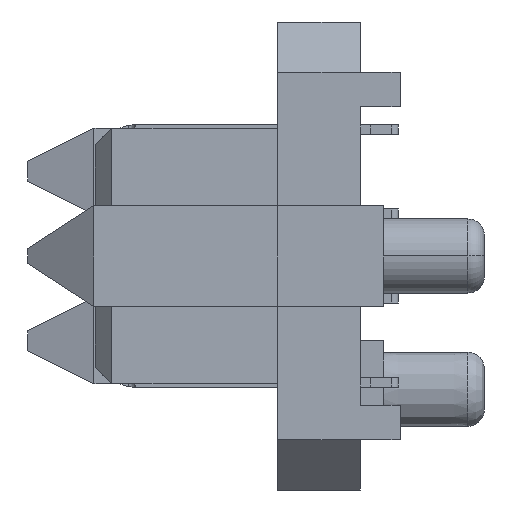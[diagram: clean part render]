
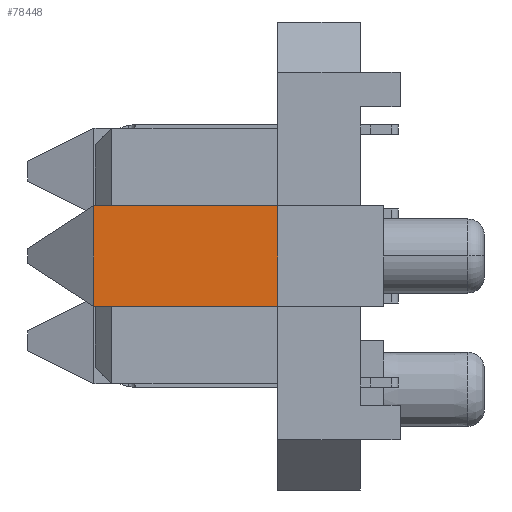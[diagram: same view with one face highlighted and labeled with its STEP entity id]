
A CAD part, left-side view. The second image highlights one B-rep face of the part: STEP entity #78448.
In plain terms, the highlighted planar face has unit normal (-1, 0, 0).
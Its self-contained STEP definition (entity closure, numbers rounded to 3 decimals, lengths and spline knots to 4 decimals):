
#1=DIRECTION('',(0.,0.,1.));
#2=VECTOR('',#1,1.52);
#3=CARTESIAN_POINT('',(-18.365,1.85,-0.76));
#4=LINE('',#3,#2);
#13=DIRECTION('',(0.,0.,1.));
#14=VECTOR('',#13,1.52);
#15=CARTESIAN_POINT('',(-18.365,4.62,-0.76));
#16=LINE('',#15,#14);
#14982=DIRECTION('',(0.,1.,0.));
#14983=VECTOR('',#14982,2.77);
#14984=CARTESIAN_POINT('',(-18.365,1.85,-0.76));
#14985=LINE('',#14984,#14983);
#32303=DIRECTION('',(0.,-1.,0.));
#32304=VECTOR('',#32303,2.77);
#32305=CARTESIAN_POINT('',(-18.365,4.62,0.76));
#32306=LINE('',#32305,#32304);
#68262=CARTESIAN_POINT('',(-18.365,1.85,-0.76));
#68263=CARTESIAN_POINT('',(-18.365,1.85,0.76));
#68264=VERTEX_POINT('',#68262);
#68265=VERTEX_POINT('',#68263);
#68270=CARTESIAN_POINT('',(-18.365,4.62,-0.76));
#68271=CARTESIAN_POINT('',(-18.365,4.62,0.76));
#68272=VERTEX_POINT('',#68270);
#68273=VERTEX_POINT('',#68271);
#78434=CARTESIAN_POINT('',(-18.365,3.235,0.));
#78435=DIRECTION('',(1.,0.,0.));
#78436=DIRECTION('',(0.,0.,1.));
#78437=AXIS2_PLACEMENT_3D('',#78434,#78435,#78436);
#78438=PLANE('',#78437);
#78440=ORIENTED_EDGE('',*,*,#78439,.T.);
#78442=ORIENTED_EDGE('',*,*,#78441,.T.);
#78443=ORIENTED_EDGE('',*,*,#78423,.F.);
#78445=ORIENTED_EDGE('',*,*,#78444,.T.);
#78446=EDGE_LOOP('',(#78440,#78442,#78443,#78445));
#78447=FACE_OUTER_BOUND('',#78446,.F.);
#78448=ADVANCED_FACE('',(#78447),#78438,.F.);
#78423=EDGE_CURVE('',#68264,#68265,#4,.T.);
#78439=EDGE_CURVE('',#68272,#68273,#16,.T.);
#78441=EDGE_CURVE('',#68273,#68265,#32306,.T.);
#78444=EDGE_CURVE('',#68264,#68272,#14985,.T.);
